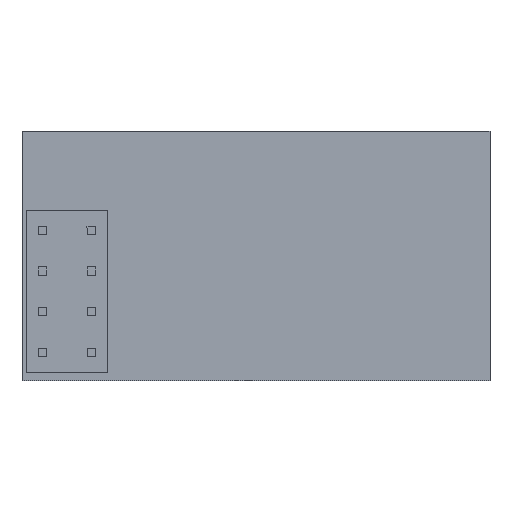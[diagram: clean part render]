
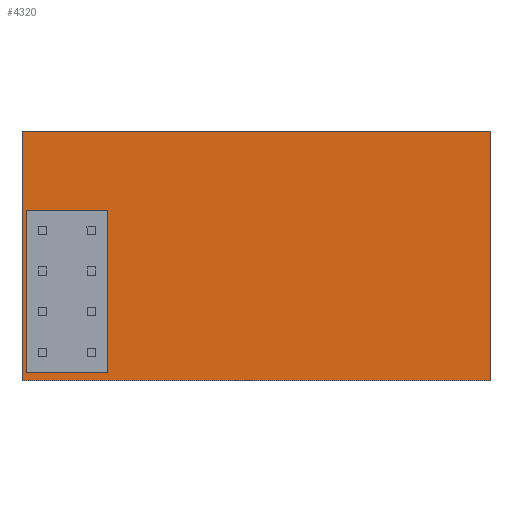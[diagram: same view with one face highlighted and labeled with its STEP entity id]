
A CAD part, front view. The second image highlights one B-rep face of the part: STEP entity #4320.
In plain terms, the highlighted planar face has unit normal (0, -1, 0).
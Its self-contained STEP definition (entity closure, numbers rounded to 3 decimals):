
#27 = EDGE_CURVE ( 'NONE', #3123, #3793, #2178, .T. ) ;
#31 = EDGE_LOOP ( 'NONE', ( #894, #2564, #439, #4420 ) ) ;
#146 = DIRECTION ( 'NONE',  ( 0., 0., 1. ) ) ;
#413 = CARTESIAN_POINT ( 'NONE',  ( -14.4, 0., 7.675 ) ) ;
#439 = ORIENTED_EDGE ( 'NONE', *, *, #1652, .F. ) ;
#440 = DIRECTION ( 'NONE',  ( 0., 0., -1. ) ) ;
#517 = LINE ( 'NONE', #3294, #1571 ) ;
#880 = CARTESIAN_POINT ( 'NONE',  ( 14.4, 0., -7.675 ) ) ;
#894 = ORIENTED_EDGE ( 'NONE', *, *, #960, .F. ) ;
#960 = EDGE_CURVE ( 'NONE', #3793, #4350, #3115, .T. ) ;
#1190 = VECTOR ( 'NONE', #3709, 1000. ) ;
#1275 = CARTESIAN_POINT ( 'NONE',  ( 0., 0., 0. ) ) ;
#1571 = VECTOR ( 'NONE', #146, 1000. ) ;
#1652 = EDGE_CURVE ( 'NONE', #4849, #3123, #517, .T. ) ;
#1668 = DIRECTION ( 'NONE',  ( 0., 0., 1. ) ) ;
#2047 = VECTOR ( 'NONE', #2776, 1000. ) ;
#2178 = LINE ( 'NONE', #413, #2047 ) ;
#2193 = EDGE_CURVE ( 'NONE', #4350, #4849, #3287, .T. ) ;
#2564 = ORIENTED_EDGE ( 'NONE', *, *, #27, .F. ) ;
#2598 = FACE_OUTER_BOUND ( 'NONE', #31, .T. ) ;
#2776 = DIRECTION ( 'NONE',  ( 1., 0., 0. ) ) ;
#3115 = LINE ( 'NONE', #4789, #5109 ) ;
#3123 = VERTEX_POINT ( 'NONE', #3124 ) ;
#3124 = CARTESIAN_POINT ( 'NONE',  ( -14.4, 0., 7.675 ) ) ;
#3287 = LINE ( 'NONE', #4126, #1190 ) ;
#3294 = CARTESIAN_POINT ( 'NONE',  ( -14.4, 0., -7.675 ) ) ;
#3709 = DIRECTION ( 'NONE',  ( -1., 0., 0. ) ) ;
#3793 = VERTEX_POINT ( 'NONE', #4643 ) ;
#4024 = DIRECTION ( 'NONE',  ( 0., 1., 0. ) ) ;
#4126 = CARTESIAN_POINT ( 'NONE',  ( -14.4, 0., -7.675 ) ) ;
#4320 = ADVANCED_FACE ( 'NONE', ( #2598 ), #4413, .F. ) ;
#4350 = VERTEX_POINT ( 'NONE', #880 ) ;
#4413 = PLANE ( 'NONE',  #4826 ) ;
#4420 = ORIENTED_EDGE ( 'NONE', *, *, #2193, .F. ) ;
#4643 = CARTESIAN_POINT ( 'NONE',  ( 14.4, 0., 7.675 ) ) ;
#4789 = CARTESIAN_POINT ( 'NONE',  ( 14.4, 0., -7.675 ) ) ;
#4826 = AXIS2_PLACEMENT_3D ( 'NONE', #1275, #4024, #1668 ) ;
#4849 = VERTEX_POINT ( 'NONE', #5015 ) ;
#5015 = CARTESIAN_POINT ( 'NONE',  ( -14.4, 0., -7.675 ) ) ;
#5109 = VECTOR ( 'NONE', #440, 1000. ) ;
